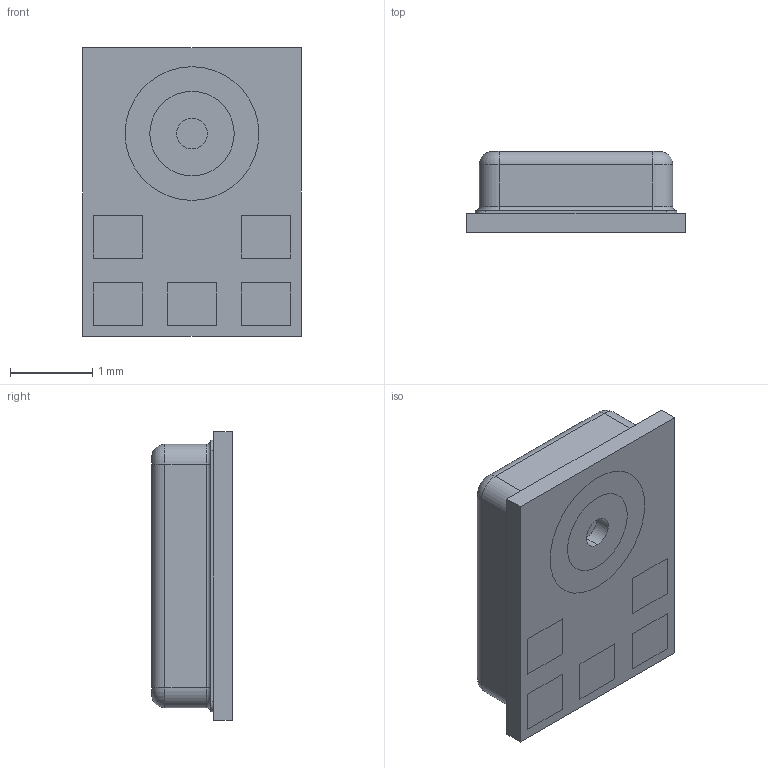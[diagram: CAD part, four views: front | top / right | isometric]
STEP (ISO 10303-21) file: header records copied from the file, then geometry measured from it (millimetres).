
FILE_DESCRIPTION (( 'STEP AP214' ), '1' );
FILE_NAME ('ICS-43434.STEP', '2021-06-07T22:23:12', ( '' ), ( '' ), 'SwSTEP 2.0', 'SolidWorks 2017', '' );
FILE_SCHEMA (( 'AUTOMOTIVE_DESIGN' ));
Length unit declared in the file: millimetre
Products named in the file (1): ICS-43434
Bounding box: 2.65 x 0.98 x 3.5 mm (x, y, z)
Volume: 7.7 mm3; surface area: 54.4 mm2
Topology: 8 solids, 8 shells, 114 faces, 246 edges, 156 vertices
Faces by surface type: plane 80, cylinder 26, torus 8
Entity records: 3159 total; most frequent: DIRECTION 536, CARTESIAN_POINT 517, ORIENTED_EDGE 492, EDGE_CURVE 246, LINE 186, VECTOR 186, AXIS2_PLACEMENT_3D 175, VERTEX_POINT 156
